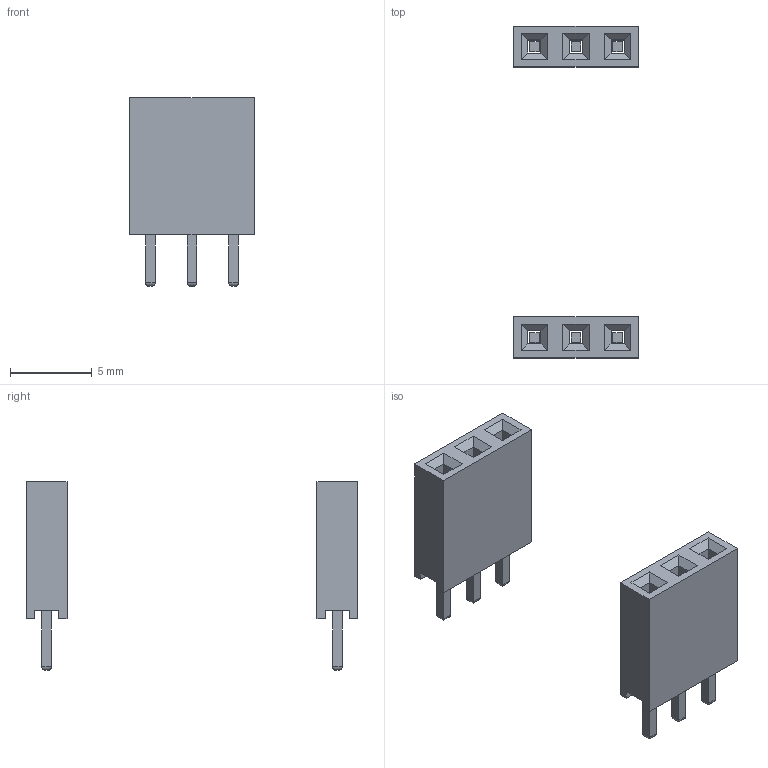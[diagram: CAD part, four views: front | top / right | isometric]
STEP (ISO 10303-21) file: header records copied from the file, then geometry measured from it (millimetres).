
FILE_DESCRIPTION(('FreeCAD Model'),'2;1');
FILE_NAME('WL-Atlas-Stamp.step','2016-11-10T14:55:40',( 'Author'),(''),'Open CASCADE STEP processor 6.8','FreeCAD','Unknown' );
FILE_SCHEMA(('AUTOMOTIVE_DESIGN_CC2 { 1 2 10303 214 -1 1 5 4 }'));
Length unit declared in the file: millimetre
Products named in the file (2): ASSEMBLY; WL-Atlas-Stamp
Assembly tree (1 placements, depth 2):
  ASSEMBLY
    WL-Atlas-Stamp
Bounding box: 7.62 x 20.28 x 11.55 mm (x, y, z)
Volume: 285.1 mm3; surface area: 632.7 mm2
Topology: 8 solids, 8 shells, 128 faces, 288 edges, 176 vertices
Faces by surface type: plane 104, cylinder 24
Entity records: 10221 total; most frequent: CARTESIAN_POINT 3546, DIRECTION 1004, LINE 744, VECTOR 744, ORIENTED_EDGE 576, PCURVE 576, DEFINITIONAL_REPRESENTATION 576, EDGE_CURVE 288
